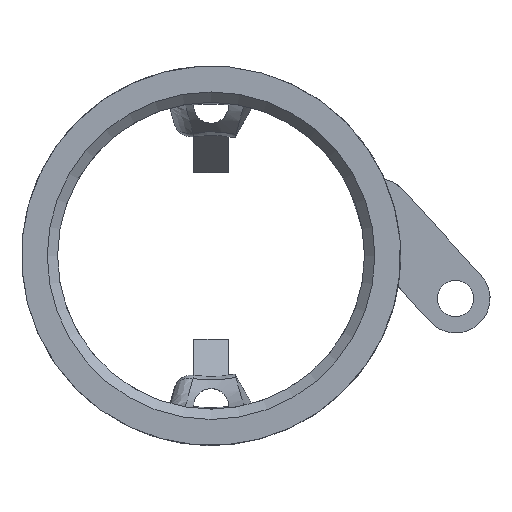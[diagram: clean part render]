
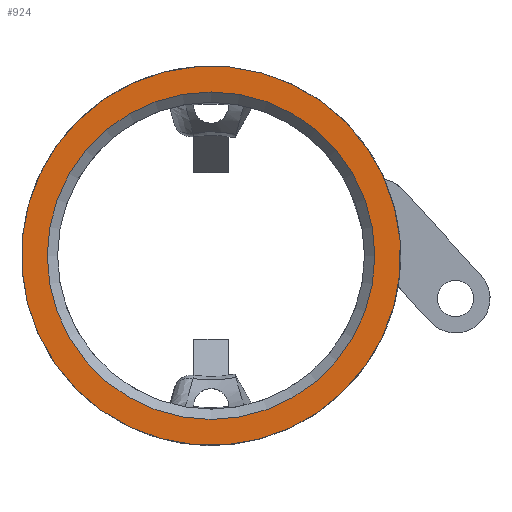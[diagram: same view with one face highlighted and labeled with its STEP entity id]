
A CAD part, top view. The second image highlights one B-rep face of the part: STEP entity #924.
In plain terms, the highlighted planar face has unit normal (0, 0, 1).
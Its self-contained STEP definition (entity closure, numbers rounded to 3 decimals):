
#23=FACE_BOUND('',#277,.T.);
#48=PLANE('',#1015);
#222=FACE_OUTER_BOUND('',#276,.T.);
#276=EDGE_LOOP('',(#709));
#277=EDGE_LOOP('',(#710));
#336=CIRCLE('',#998,22.);
#348=CIRCLE('',#1016,19.);
#419=VERTEX_POINT('',#1460);
#438=VERTEX_POINT('',#1651);
#515=EDGE_CURVE('',#419,#419,#336,.T.);
#542=EDGE_CURVE('',#438,#438,#348,.T.);
#709=ORIENTED_EDGE('',*,*,#515,.T.);
#710=ORIENTED_EDGE('',*,*,#542,.F.);
#924=ADVANCED_FACE('',(#222,#23),#48,.T.);
#998=AXIS2_PLACEMENT_3D('',#1462,#1141,#1142);
#1015=AXIS2_PLACEMENT_3D('',#1650,#1184,#1185);
#1016=AXIS2_PLACEMENT_3D('',#1652,#1186,#1187);
#1141=DIRECTION('center_axis',(0.,0.,
1.));
#1142=DIRECTION('ref_axis',(1.,0.,0.));
#1184=DIRECTION('center_axis',(0.,0.,
1.));
#1185=DIRECTION('ref_axis',(1.,0.,0.));
#1186=DIRECTION('center_axis',(0.,0.,
1.));
#1187=DIRECTION('ref_axis',(1.,0.,0.));
#1460=CARTESIAN_POINT('',(45.065,17.2,13.89));
#1462=CARTESIAN_POINT('Origin',(39.186,-4.,13.89));
#1650=CARTESIAN_POINT('Origin',(39.186,-4.,13.89));
#1651=CARTESIAN_POINT('',(20.186,-4.,13.89));
#1652=CARTESIAN_POINT('Origin',(39.186,-4.,13.89));
